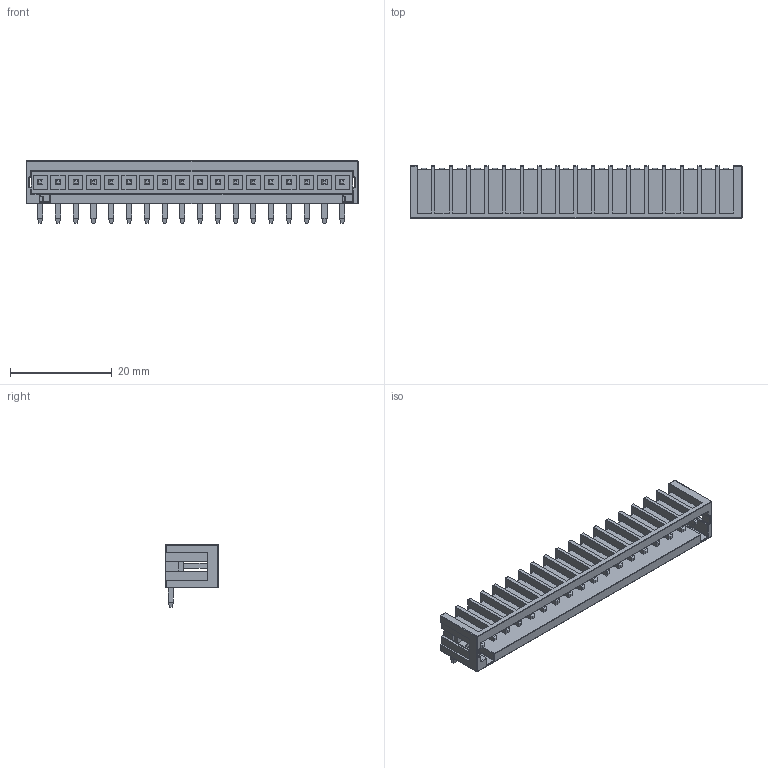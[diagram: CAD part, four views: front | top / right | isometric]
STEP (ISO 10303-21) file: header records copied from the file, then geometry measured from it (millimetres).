
FILE_DESCRIPTION(/* description */ ('model of Wago_734-178_1x18_P3.50mm_Horizontal'),/* implementation_level */ '2;1');
FILE_NAME(/* name */ 'Wago_734-178_1x18_P3.50mm_Horizontal.step',/* time_stamp */ '2020-11-11T11:49:54',/* author */ ('kicad StepUp','ksu'),/* organization */ ('FreeCAD'),/* preprocessor_version */ 'OCC',/* originating_system */ 'kicad StepUp',/* authorisation */ '');
FILE_SCHEMA(('AUTOMOTIVE_DESIGN { 1 0 10303 214 1 1 1 1 }'));
Length unit declared in the file: millimetre
Products named in the file (1): Wago_734_178_1x18_P350mm_Horizontal
Bounding box: 65.4 x 10.3 x 12.3 mm (x, y, z)
Volume: 2332.5 mm3; surface area: 5788.2 mm2
Topology: 1 solids, 1 shells, 827 faces, 2168 edges, 1351 vertices
Faces by surface type: plane 668, cylinder 119, sphere 21, torus 19
Entity records: 30648 total; most frequent: CARTESIAN_POINT 4502, ORIENTED_EDGE 4294, DIRECTION 4052, EDGE_CURVE 2147, LINE 1882, VECTOR 1882, VERTEX_POINT 1351, AXIS2_PLACEMENT_3D 1085
